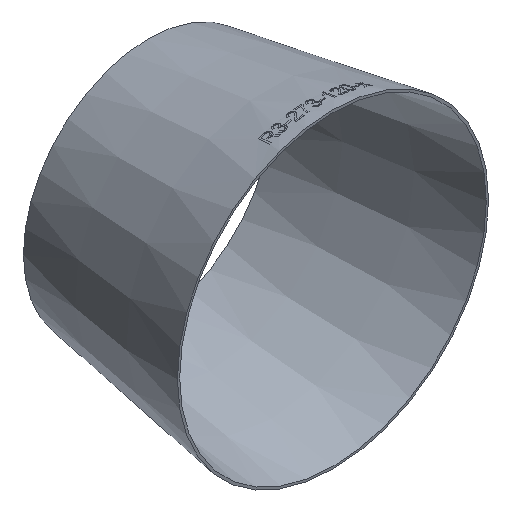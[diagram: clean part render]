
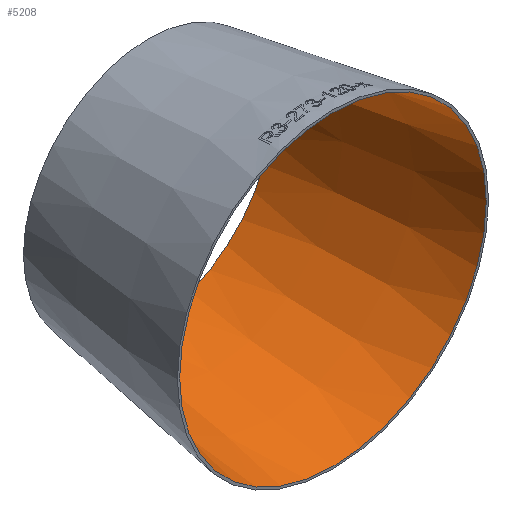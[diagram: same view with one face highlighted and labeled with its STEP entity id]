
A CAD part, isometric view. The second image highlights one B-rep face of the part: STEP entity #5208.
In plain terms, the highlighted conical face has half-angle 9.445 degrees and reference radius 134.472 mm.
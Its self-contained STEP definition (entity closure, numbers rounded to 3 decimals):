
#1184 = FACE_BOUND ( 'NONE', #1963, .T. ) ;
#1299 = CARTESIAN_POINT ( 'NONE',  ( 0., 162., -107.523 ) ) ;
#1483 = AXIS2_PLACEMENT_3D ( 'NONE', #11761, #12151, #20228 ) ;
#1953 = CARTESIAN_POINT ( 'NONE',  ( 0., 162., 0. ) ) ;
#1963 = EDGE_LOOP ( 'NONE', ( #17622 ) ) ;
#3076 = EDGE_CURVE ( 'NONE', #19336, #19336, #17548, .T. ) ;
#3181 = AXIS2_PLACEMENT_3D ( 'NONE', #18823, #20954, #9145 ) ;
#5208 = ADVANCED_FACE ( 'NONE', ( #1184, #16965 ), #15907, .F. ) ;
#9145 = DIRECTION ( 'NONE',  ( 0., 0., -1. ) ) ;
#11761 = CARTESIAN_POINT ( 'NONE',  ( 0., 0., 0. ) ) ;
#12044 = DIRECTION ( 'NONE',  ( 0., 0., -1. ) ) ;
#12151 = DIRECTION ( 'NONE',  ( 0., -1., 0. ) ) ;
#12937 = EDGE_LOOP ( 'NONE', ( #23858 ) ) ;
#13464 = EDGE_CURVE ( 'NONE', #23301, #23301, #22533, .T. ) ;
#15907 = CONICAL_SURFACE ( 'NONE', #3181, 134.473, 0.165 ) ;
#16965 = FACE_OUTER_BOUND ( 'NONE', #12937, .T. ) ;
#17548 = CIRCLE ( 'NONE', #1483, 134.473 ) ;
#17622 = ORIENTED_EDGE ( 'NONE', *, *, #13464, .F. ) ;
#18823 = CARTESIAN_POINT ( 'NONE',  ( 0., 0., 0. ) ) ;
#19336 = VERTEX_POINT ( 'NONE', #19465 ) ;
#19465 = CARTESIAN_POINT ( 'NONE',  ( 0., 0., -134.473 ) ) ;
#20228 = DIRECTION ( 'NONE',  ( 0., 0., -1. ) ) ;
#20383 = DIRECTION ( 'NONE',  ( 0., -1., 0. ) ) ;
#20954 = DIRECTION ( 'NONE',  ( 0., -1., 0. ) ) ;
#22533 = CIRCLE ( 'NONE', #24660, 107.523 ) ;
#23301 = VERTEX_POINT ( 'NONE', #1299 ) ;
#23858 = ORIENTED_EDGE ( 'NONE', *, *, #3076, .T. ) ;
#24660 = AXIS2_PLACEMENT_3D ( 'NONE', #1953, #20383, #12044 ) ;
